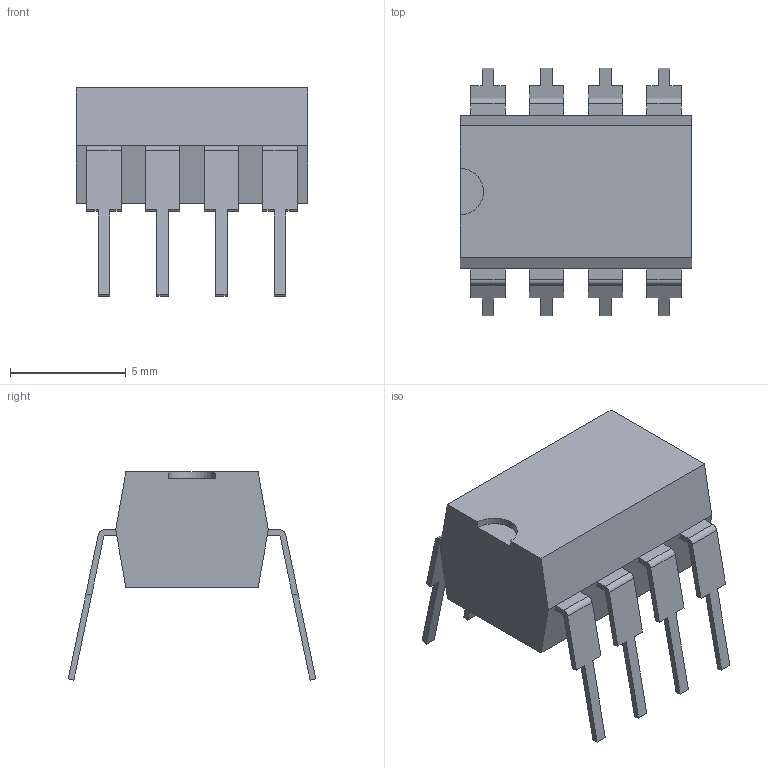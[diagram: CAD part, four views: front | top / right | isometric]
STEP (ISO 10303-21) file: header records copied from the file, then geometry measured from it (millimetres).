
FILE_DESCRIPTION(('FreeCAD Model'),'2;1');
FILE_NAME('DIP-8.step', '2021-02-15T19:19:35',('Author'),(''), 'Open CASCADE STEP processor 7.3','FreeCAD','Unknown');
FILE_SCHEMA(('AUTOMOTIVE_DESIGN { 1 0 10303 214 1 1 1 1 }'));
Length unit declared in the file: millimetre
Products named in the file (1): DIP-8
Bounding box: 10 x 10.7 x 9 mm (x, y, z)
Volume: 321.5 mm3; surface area: 424.3 mm2
Topology: 9 solids, 9 shells, 114 faces, 288 edges, 192 vertices
Faces by surface type: plane 105, cylinder 9
Entity records: 7909 total; most frequent: CARTESIAN_POINT 1171, DIRECTION 1112, LINE 828, VECTOR 828, ORIENTED_EDGE 576, PCURVE 576, DEFINITIONAL_REPRESENTATION 576, EDGE_CURVE 288
